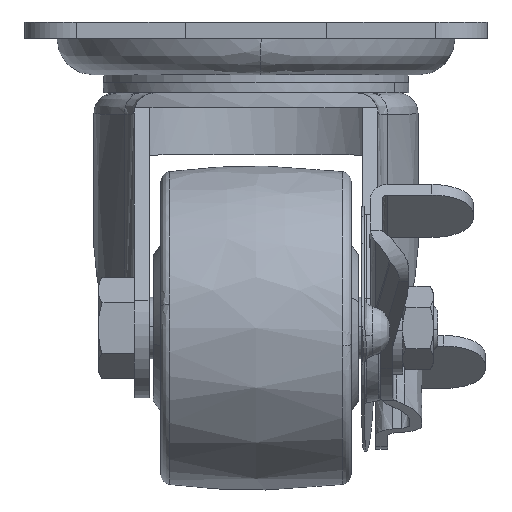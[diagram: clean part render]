
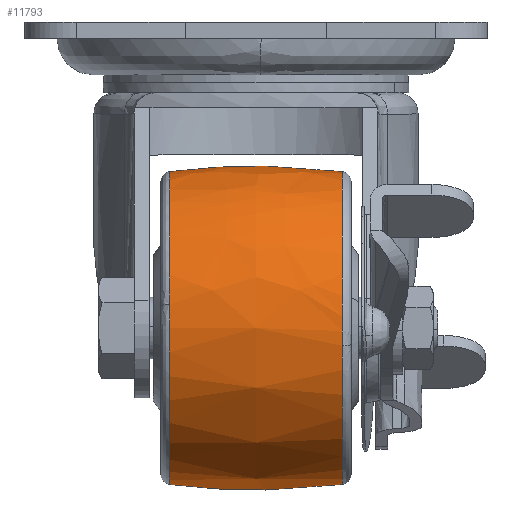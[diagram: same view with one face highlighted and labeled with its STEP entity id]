
A CAD part, left-side view. The second image highlights one B-rep face of the part: STEP entity #11793.
In plain terms, the highlighted free-form (B-spline) face has degree [2, 2] with [3, 5] control points.
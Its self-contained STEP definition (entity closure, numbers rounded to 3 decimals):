
#11445=CARTESIAN_POINT('',(-66.07,16.758,-54.931));
#11446=VERTEX_POINT('',#11445);
#11460=CARTESIAN_POINT('',(-36.0,16.758,-29.085));
#11461=VERTEX_POINT('',#11460);
#11462=CARTESIAN_POINT('',(-36.0,16.758,-29.085));
#11463=CARTESIAN_POINT('',(-62.143,16.758,-29.085));
#11464=CARTESIAN_POINT('',(-66.07,16.758,-54.931));
#11472=(BOUNDED_CURVE()B_SPLINE_CURVE(2,(#11462,#11463,#11464),.UNSPECIFIED.,.F.,.U.)B_SPLINE_CURVE_WITH_KNOTS((3,3),(0.5,0.724),.UNSPECIFIED.)CURVE()GEOMETRIC_REPRESENTATION_ITEM()RATIONAL_B_SPLINE_CURVE((1.0,0.737,0.946))REPRESENTATION_ITEM(''));
#11473=EDGE_CURVE('',#11461,#11446,#11472,.T.);
#11533=CARTESIAN_POINT('',(-36.0,16.758,-89.915));
#11534=VERTEX_POINT('',#11533);
#11548=CARTESIAN_POINT('',(-66.07,16.758,-54.931));
#11549=CARTESIAN_POINT('',(-66.415,16.758,-57.202));
#11550=CARTESIAN_POINT('',(-66.415,16.758,-59.5));
#11551=CARTESIAN_POINT('',(-66.415,16.758,-89.915));
#11552=CARTESIAN_POINT('',(-36.0,16.758,-89.915));
#11560=(BOUNDED_CURVE()B_SPLINE_CURVE(2,(#11548,#11549,#11550,#11551,#11552),.UNSPECIFIED.,.F.,.U.)B_SPLINE_CURVE_WITH_KNOTS((3,2,3),(0.724,0.75,1.0),.UNSPECIFIED.)CURVE()GEOMETRIC_REPRESENTATION_ITEM()RATIONAL_B_SPLINE_CURVE((0.946,0.97,1.0,0.707,1.0))REPRESENTATION_ITEM(''));
#11561=EDGE_CURVE('',#11446,#11534,#11560,.T.);
#11669=CARTESIAN_POINT('',(-36.0,-16.758,-89.915));
#11670=VERTEX_POINT('',#11669);
#11671=CARTESIAN_POINT('',(-36.0,-16.758,-89.915));
#11672=CARTESIAN_POINT('',(-36.0,0.,-92.094));
#11673=CARTESIAN_POINT('',(-36.,16.758,-89.915));
#11681=(BOUNDED_CURVE()B_SPLINE_CURVE(2,(#11671,#11672,#11673),.UNSPECIFIED.,.F.,.U.)B_SPLINE_CURVE_WITH_KNOTS((3,3),(0.413,0.587),.UNSPECIFIED.)CURVE()GEOMETRIC_REPRESENTATION_ITEM()RATIONAL_B_SPLINE_CURVE((0.883,0.875,0.883))REPRESENTATION_ITEM(''));
#11682=EDGE_CURVE('',#11670,#11534,#11681,.T.);
#11686=CARTESIAN_POINT('',(-36.0,-16.758,-29.085));
#11687=VERTEX_POINT('',#11686);
#11688=CARTESIAN_POINT('',(-36.0,-16.758,-29.085));
#11689=CARTESIAN_POINT('',(-36.,0.,-26.906));
#11690=CARTESIAN_POINT('',(-36.0,16.758,-29.085));
#11698=(BOUNDED_CURVE()B_SPLINE_CURVE(2,(#11688,#11689,#11690),.UNSPECIFIED.,.F.,.U.)B_SPLINE_CURVE_WITH_KNOTS((3,3),(0.413,0.587),.UNSPECIFIED.)CURVE()GEOMETRIC_REPRESENTATION_ITEM()RATIONAL_B_SPLINE_CURVE((0.883,0.875,0.883))REPRESENTATION_ITEM(''));
#11699=EDGE_CURVE('',#11687,#11461,#11698,.T.);
#11734=CARTESIAN_POINT('',(-36.,-18.416,-29.311));
#11735=CARTESIAN_POINT('',(-36.0,0.,-26.676));
#11736=CARTESIAN_POINT('',(-36.,18.416,-29.311));
#11737=CARTESIAN_POINT('',(-66.189,-18.416,-29.311));
#11738=CARTESIAN_POINT('',(-68.824,0.,-26.676));
#11739=CARTESIAN_POINT('',(-66.189,18.416,-29.311));
#11740=CARTESIAN_POINT('',(-66.189,-18.416,-59.5));
#11741=CARTESIAN_POINT('',(-68.824,0.,-59.5));
#11742=CARTESIAN_POINT('',(-66.189,18.416,-59.5));
#11743=CARTESIAN_POINT('',(-66.189,-18.416,-89.689));
#11744=CARTESIAN_POINT('',(-68.824,0.,-92.324));
#11745=CARTESIAN_POINT('',(-66.189,18.416,-89.689));
#11746=CARTESIAN_POINT('',(-36.,-18.416,-89.689));
#11747=CARTESIAN_POINT('',(-36.0,0.,-92.324));
#11748=CARTESIAN_POINT('',(-36.,18.416,-89.689));
#11756=(BOUNDED_SURFACE()B_SPLINE_SURFACE(2,2,((#11734,#11737,#11740,#11743,#11746),(#11735,#11738,#11741,#11744,#11747),(#11736,#11739,#11742,#11745,#11748)),.UNSPECIFIED.,.F.,.F.,.U.)B_SPLINE_SURFACE_WITH_KNOTS((3,3),(3,2,3),(0.0,37.018),(0.0,52.191,104.382),.UNSPECIFIED.)GEOMETRIC_REPRESENTATION_ITEM()RATIONAL_B_SPLINE_SURFACE(((0.883,0.625,0.883,0.625,0.883),(0.874,0.618,0.874,0.618,0.874),(0.883,0.625,0.883,0.625,0.883)))REPRESENTATION_ITEM('')SURFACE());
#11757=ORIENTED_EDGE('',*,*,#11682,.F.);
#11758=CARTESIAN_POINT('',(-66.221,-16.758,-62.933));
#11759=VERTEX_POINT('',#11758);
#11760=CARTESIAN_POINT('',(-66.221,-16.758,-62.933));
#11761=CARTESIAN_POINT('',(-63.156,-16.758,-89.915));
#11762=CARTESIAN_POINT('',(-36.0,-16.758,-89.915));
#11770=(BOUNDED_CURVE()B_SPLINE_CURVE(2,(#11760,#11761,#11762),.UNSPECIFIED.,.F.,.U.)B_SPLINE_CURVE_WITH_KNOTS((3,3),(0.77,1.0),.UNSPECIFIED.)CURVE()GEOMETRIC_REPRESENTATION_ITEM()RATIONAL_B_SPLINE_CURVE((0.958,0.73,1.0))REPRESENTATION_ITEM(''));
#11771=EDGE_CURVE('',#11759,#11670,#11770,.T.);
#11772=ORIENTED_EDGE('',*,*,#11771,.F.);
#11773=CARTESIAN_POINT('',(-36.0,-16.758,-29.085));
#11774=CARTESIAN_POINT('',(-66.415,-16.758,-29.085));
#11775=CARTESIAN_POINT('',(-66.415,-16.758,-59.5));
#11776=CARTESIAN_POINT('',(-66.415,-16.758,-61.222));
#11777=CARTESIAN_POINT('',(-66.221,-16.758,-62.933));
#11785=(BOUNDED_CURVE()B_SPLINE_CURVE(2,(#11773,#11774,#11775,#11776,#11777),.UNSPECIFIED.,.F.,.U.)B_SPLINE_CURVE_WITH_KNOTS((3,2,3),(0.5,0.75,0.77),.UNSPECIFIED.)CURVE()GEOMETRIC_REPRESENTATION_ITEM()RATIONAL_B_SPLINE_CURVE((1.0,0.707,1.0,0.977,0.958))REPRESENTATION_ITEM(''));
#11786=EDGE_CURVE('',#11687,#11759,#11785,.T.);
#11787=ORIENTED_EDGE('',*,*,#11786,.F.);
#11788=ORIENTED_EDGE('',*,*,#11699,.T.);
#11789=ORIENTED_EDGE('',*,*,#11473,.T.);
#11790=ORIENTED_EDGE('',*,*,#11561,.T.);
#11791=EDGE_LOOP('',(#11757,#11772,#11787,#11788,#11789,#11790));
#11792=FACE_OUTER_BOUND('',#11791,.T.);
#11793=ADVANCED_FACE('',(#11792),#11756,.T.);
